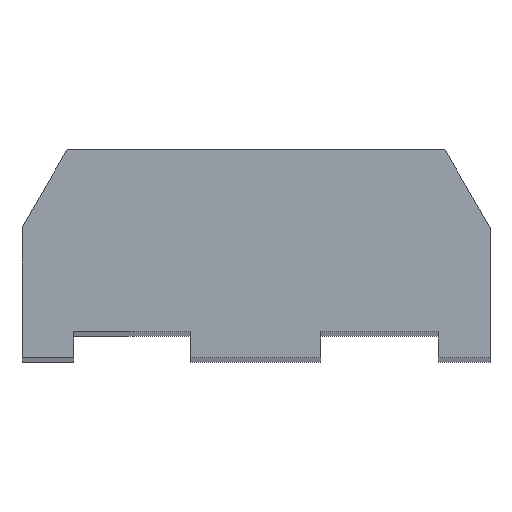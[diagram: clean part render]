
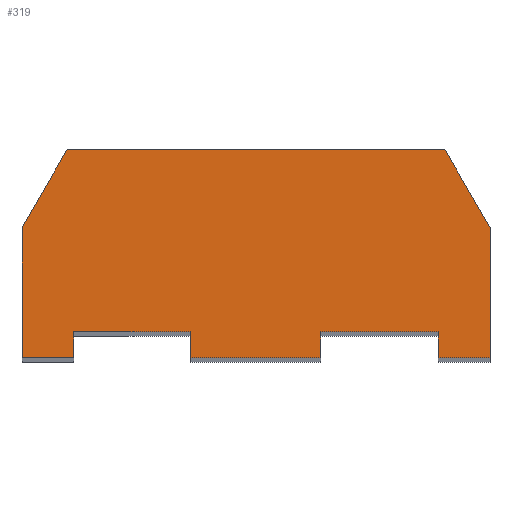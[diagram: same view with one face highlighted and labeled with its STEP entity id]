
A CAD part, top view. The second image highlights one B-rep face of the part: STEP entity #319.
In plain terms, the highlighted planar face has unit normal (0, 0, 1).
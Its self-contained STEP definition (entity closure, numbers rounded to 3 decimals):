
#33=FACE_OUTER_BOUND('',#49,.T.);
#49=EDGE_LOOP('',(#274,#275,#276,#277,#278,#279,#280,#281,#282,#283,#284,
#285,#286,#287));
#64=LINE('',#465,#106);
#67=LINE('',#470,#109);
#69=LINE('',#474,#111);
#71=LINE('',#478,#113);
#73=LINE('',#482,#115);
#75=LINE('',#486,#117);
#77=LINE('',#490,#119);
#79=LINE('',#494,#121);
#81=LINE('',#498,#123);
#83=LINE('',#502,#125);
#85=LINE('',#506,#127);
#87=LINE('',#510,#129);
#89=LINE('',#514,#131);
#91=LINE('',#517,#133);
#106=VECTOR('',#376,10.);
#109=VECTOR('',#381,10.);
#111=VECTOR('',#385,10.);
#113=VECTOR('',#389,10.);
#115=VECTOR('',#393,10.);
#117=VECTOR('',#397,10.);
#119=VECTOR('',#401,10.);
#121=VECTOR('',#405,10.);
#123=VECTOR('',#409,10.);
#125=VECTOR('',#413,10.);
#127=VECTOR('',#417,10.);
#129=VECTOR('',#421,10.);
#131=VECTOR('',#425,10.);
#133=VECTOR('',#429,10.);
#148=VERTEX_POINT('',#463);
#149=VERTEX_POINT('',#464);
#150=VERTEX_POINT('',#469);
#151=VERTEX_POINT('',#473);
#152=VERTEX_POINT('',#477);
#153=VERTEX_POINT('',#481);
#154=VERTEX_POINT('',#485);
#155=VERTEX_POINT('',#489);
#156=VERTEX_POINT('',#493);
#157=VERTEX_POINT('',#497);
#158=VERTEX_POINT('',#501);
#159=VERTEX_POINT('',#505);
#160=VERTEX_POINT('',#509);
#161=VERTEX_POINT('',#513);
#176=EDGE_CURVE('',#148,#149,#64,.T.);
#179=EDGE_CURVE('',#149,#150,#67,.T.);
#181=EDGE_CURVE('',#150,#151,#69,.T.);
#183=EDGE_CURVE('',#151,#152,#71,.T.);
#185=EDGE_CURVE('',#152,#153,#73,.T.);
#187=EDGE_CURVE('',#153,#154,#75,.T.);
#189=EDGE_CURVE('',#154,#155,#77,.T.);
#191=EDGE_CURVE('',#155,#156,#79,.T.);
#193=EDGE_CURVE('',#156,#157,#81,.T.);
#195=EDGE_CURVE('',#157,#158,#83,.T.);
#197=EDGE_CURVE('',#158,#159,#85,.T.);
#199=EDGE_CURVE('',#159,#160,#87,.T.);
#201=EDGE_CURVE('',#160,#161,#89,.T.);
#203=EDGE_CURVE('',#161,#148,#91,.T.);
#274=ORIENTED_EDGE('',*,*,#176,.F.);
#275=ORIENTED_EDGE('',*,*,#203,.F.);
#276=ORIENTED_EDGE('',*,*,#201,.F.);
#277=ORIENTED_EDGE('',*,*,#199,.F.);
#278=ORIENTED_EDGE('',*,*,#197,.F.);
#279=ORIENTED_EDGE('',*,*,#195,.F.);
#280=ORIENTED_EDGE('',*,*,#193,.F.);
#281=ORIENTED_EDGE('',*,*,#191,.F.);
#282=ORIENTED_EDGE('',*,*,#189,.F.);
#283=ORIENTED_EDGE('',*,*,#187,.F.);
#284=ORIENTED_EDGE('',*,*,#185,.F.);
#285=ORIENTED_EDGE('',*,*,#183,.F.);
#286=ORIENTED_EDGE('',*,*,#181,.F.);
#287=ORIENTED_EDGE('',*,*,#179,.F.);
#303=PLANE('',#355);
#319=ADVANCED_FACE('',(#33),#303,.T.);
#355=AXIS2_PLACEMENT_3D('',#518,#430,#431);
#376=DIRECTION('',(0.,1.,0.));
#381=DIRECTION('',(-1.,0.,0.));
#385=DIRECTION('',(0.,-1.,0.));
#389=DIRECTION('',(-1.,0.,0.));
#393=DIRECTION('',(0.,1.,0.));
#397=DIRECTION('',(-1.,0.,0.));
#401=DIRECTION('',(0.,-1.,0.));
#405=DIRECTION('',(-1.,0.,0.));
#409=DIRECTION('',(0.,1.,0.));
#413=DIRECTION('',(0.5,0.866,0.));
#417=DIRECTION('',(1.,0.,0.));
#421=DIRECTION('',(0.5,-0.866,0.));
#425=DIRECTION('',(0.,-1.,0.));
#429=DIRECTION('',(-1.,0.,0.));
#430=DIRECTION('center_axis',(0.,0.,1.));
#431=DIRECTION('ref_axis',(1.,0.,0.));
#463=CARTESIAN_POINT('',(7.,-1.,50.));
#464=CARTESIAN_POINT('',(7.,0.,50.));
#465=CARTESIAN_POINT('',(7.,-1.,50.));
#469=CARTESIAN_POINT('',(2.5,0.,50.));
#470=CARTESIAN_POINT('',(7.,0.,50.));
#473=CARTESIAN_POINT('',(2.5,-1.,50.));
#474=CARTESIAN_POINT('',(2.5,0.,50.));
#477=CARTESIAN_POINT('',(-2.5,-1.,50.));
#478=CARTESIAN_POINT('',(2.5,-1.,50.));
#481=CARTESIAN_POINT('',(-2.5,0.,50.));
#482=CARTESIAN_POINT('',(-2.5,-1.,50.));
#485=CARTESIAN_POINT('',(-7.,0.,50.));
#486=CARTESIAN_POINT('',(-2.5,0.,50.));
#489=CARTESIAN_POINT('',(-7.,-1.,50.));
#490=CARTESIAN_POINT('',(-7.,0.,50.));
#493=CARTESIAN_POINT('',(-9.,-1.,50.));
#494=CARTESIAN_POINT('',(-7.,-1.,50.));
#497=CARTESIAN_POINT('',(-9.,4.,50.));
#498=CARTESIAN_POINT('',(-9.,-1.,50.));
#501=CARTESIAN_POINT('',(-7.268,7.,50.));
#502=CARTESIAN_POINT('',(-9.,4.,50.));
#505=CARTESIAN_POINT('',(7.268,7.,50.));
#506=CARTESIAN_POINT('',(-7.268,7.,50.));
#509=CARTESIAN_POINT('',(9.,4.,50.));
#510=CARTESIAN_POINT('',(7.268,7.,50.));
#513=CARTESIAN_POINT('',(9.,-1.,50.));
#514=CARTESIAN_POINT('',(9.,4.,50.));
#517=CARTESIAN_POINT('',(9.,-1.,50.));
#518=CARTESIAN_POINT('Origin',(0.,2.691,50.));
